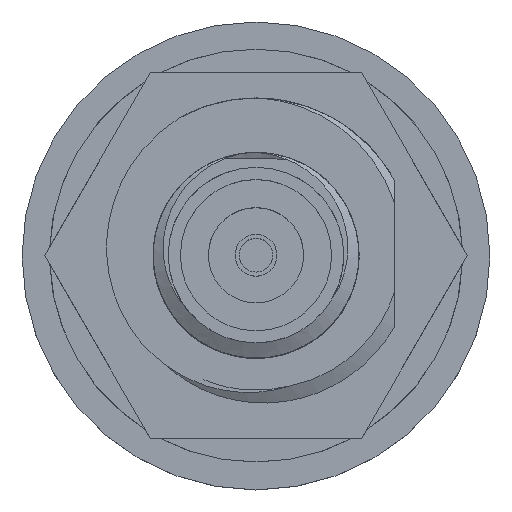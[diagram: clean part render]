
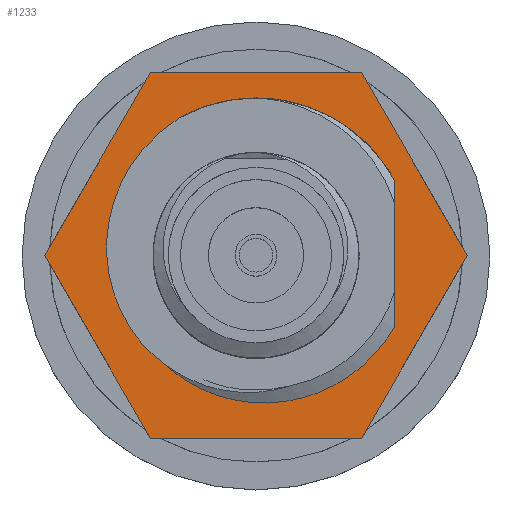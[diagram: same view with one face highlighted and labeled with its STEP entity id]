
A CAD part, top view. The second image highlights one B-rep face of the part: STEP entity #1233.
In plain terms, the highlighted planar face has unit normal (0, 0, 1).
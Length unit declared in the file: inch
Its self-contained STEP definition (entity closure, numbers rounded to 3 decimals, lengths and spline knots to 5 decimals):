
#45=VECTOR('',#1438,1.);
#48=VECTOR('',#1442,1.);
#50=VECTOR('',#1445,1.);
#52=VECTOR('',#1448,1.);
#54=VECTOR('',#1451,1.);
#56=VECTOR('',#1454,1.);
#57=VECTOR('',#1455,1.);
#86=LINE('',#3121,#45);
#89=LINE('',#3127,#48);
#91=LINE('',#3131,#50);
#93=LINE('',#3135,#52);
#95=LINE('',#3139,#54);
#97=LINE('',#3143,#56);
#98=LINE('',#3144,#57);
#153=PLANE('',#1319);
#197=B_SPLINE_CURVE_WITH_KNOTS('',3,(#3147,#3148,#3149,#3150,#3151,#3152,
#3153,#3154,#3155,#3156,#3157,#3158,#3159,#3160,#3161,#3162,#3163,#3164),
 .UNSPECIFIED.,.F.,.U.,(4,2,2,2,2,2,2,2,4),(-1.29209,-1.17565,
-1.05735,-0.88998,-0.71907,-0.54461,
-0.36661,-0.18507,0.),.UNSPECIFIED.);
#198=B_SPLINE_CURVE_WITH_KNOTS('',3,(#3166,#3167,#3168,#3169,#3170,#3171,
#3172,#3173,#3174,#3175,#3176,#3177,#3178,#3179,#3180,#3181,#3182,#3183),
 .UNSPECIFIED.,.F.,.U.,(4,2,2,2,2,2,2,2,4),(-1.28552,-1.15351,
-1.0233,-0.84391,-0.66805,-0.49573,
-0.32695,-0.1617,0.),.UNSPECIFIED.);
#286=VERTEX_POINT('',#3122);
#287=VERTEX_POINT('',#3123);
#288=VERTEX_POINT('',#3128);
#289=VERTEX_POINT('',#3132);
#290=VERTEX_POINT('',#3136);
#291=VERTEX_POINT('',#3140);
#292=VERTEX_POINT('',#3145);
#293=VERTEX_POINT('',#3146);
#294=VERTEX_POINT('',#3165);
#473=EDGE_CURVE('',#286,#287,#86,.T.);
#476=EDGE_CURVE('',#287,#288,#89,.T.);
#478=EDGE_CURVE('',#288,#289,#91,.T.);
#480=EDGE_CURVE('',#289,#290,#93,.T.);
#482=EDGE_CURVE('',#290,#291,#95,.T.);
#484=EDGE_CURVE('',#291,#286,#97,.T.);
#485=EDGE_CURVE('',#292,#293,#98,.T.);
#486=EDGE_CURVE('',#294,#292,#197,.T.);
#487=EDGE_CURVE('',#293,#294,#198,.T.);
#716=ORIENTED_EDGE('',*,*,#485,.F.);
#717=ORIENTED_EDGE('',*,*,#486,.F.);
#718=ORIENTED_EDGE('',*,*,#487,.F.);
#719=ORIENTED_EDGE('',*,*,#473,.F.);
#720=ORIENTED_EDGE('',*,*,#484,.F.);
#721=ORIENTED_EDGE('',*,*,#482,.F.);
#722=ORIENTED_EDGE('',*,*,#480,.F.);
#723=ORIENTED_EDGE('',*,*,#478,.F.);
#724=ORIENTED_EDGE('',*,*,#476,.F.);
#999=EDGE_LOOP('',(#716,#717,#718));
#1000=EDGE_LOOP('',(#719,#720,#721,#722,#723,#724));
#1119=FACE_BOUND('',#999,.T.);
#1120=FACE_BOUND('',#1000,.T.);
#1233=ADVANCED_FACE('',(#1119,#1120),#153,.T.);
#1319=AXIS2_PLACEMENT_3D('',#3054,#1435,$);
#1435=DIRECTION('',(0.,0.,1.));
#1438=DIRECTION('',(1.,0.,0.));
#1442=DIRECTION('',(0.5,-0.866,0.));
#1445=DIRECTION('',(-0.5,-0.866,0.));
#1448=DIRECTION('',(-1.,0.,0.));
#1451=DIRECTION('',(-0.5,0.866,0.));
#1454=DIRECTION('',(0.5,0.866,0.));
#1455=DIRECTION('',(0.,1.,0.));
#3054=CARTESIAN_POINT('',(0.,0.,0.64));
#3121=CARTESIAN_POINT('',(0.12636,0.21887,0.64));
#3122=CARTESIAN_POINT('',(-0.12636,0.21887,0.64));
#3123=CARTESIAN_POINT('',(0.12636,0.21887,0.64));
#3127=CARTESIAN_POINT('',(0.25273,0.,0.64));
#3128=CARTESIAN_POINT('',(0.25273,0.,0.64));
#3131=CARTESIAN_POINT('',(0.12636,-0.21887,0.64));
#3132=CARTESIAN_POINT('',(0.12636,-0.21887,0.64));
#3135=CARTESIAN_POINT('',(-0.12636,-0.21887,0.64));
#3136=CARTESIAN_POINT('',(-0.12636,-0.21887,0.64));
#3139=CARTESIAN_POINT('',(-0.25273,0.,0.64));
#3140=CARTESIAN_POINT('',(-0.25273,0.,0.64));
#3143=CARTESIAN_POINT('',(-0.12636,0.21887,0.64));
#3144=CARTESIAN_POINT('',(0.16561,-0.02487,0.64));
#3145=CARTESIAN_POINT('',(0.16561,-0.08605,0.64));
#3146=CARTESIAN_POINT('',(0.16561,0.08519,0.64));
#3147=CARTESIAN_POINT('',(-0.16141,0.00413,0.64));
#3148=CARTESIAN_POINT('',(-0.16268,-0.01105,0.64));
#3149=CARTESIAN_POINT('',(-0.16179,-0.02634,0.64));
#3150=CARTESIAN_POINT('',(-0.15577,-0.05646,0.64));
#3151=CARTESIAN_POINT('',(-0.1506,-0.07113,0.64));
#3152=CARTESIAN_POINT('',(-0.13339,-0.10433,0.64));
#3153=CARTESIAN_POINT('',(-0.11957,-0.1216,0.64));
#3154=CARTESIAN_POINT('',(-0.08578,-0.15025,0.64));
#3155=CARTESIAN_POINT('',(-0.06602,-0.16121,0.64));
#3156=CARTESIAN_POINT('',(-0.02299,-0.17518,0.64));
#3157=CARTESIAN_POINT('',(-0.00007,-0.17787,0.64));
#3158=CARTESIAN_POINT('',(0.04599,-0.17438,0.64));
#3159=CARTESIAN_POINT('',(0.06868,-0.16805,0.64));
#3160=CARTESIAN_POINT('',(0.11081,-0.1469,0.64));
#3161=CARTESIAN_POINT('',(0.12978,-0.13214,0.64));
#3162=CARTESIAN_POINT('',(0.16135,-0.09587,0.64));
#3163=CARTESIAN_POINT('',(0.17352,-0.07459,0.64));
#3164=CARTESIAN_POINT('',(0.18132,-0.05159,0.64));
#3165=CARTESIAN_POINT('',(-0.16141,0.00413,0.64));
#3166=CARTESIAN_POINT('',(0.1835,0.04322,0.64));
#3167=CARTESIAN_POINT('',(0.17868,0.05991,0.64));
#3168=CARTESIAN_POINT('',(0.17158,0.07586,0.64));
#3169=CARTESIAN_POINT('',(0.15326,0.10511,0.64));
#3170=CARTESIAN_POINT('',(0.1422,0.11831,0.64));
#3171=CARTESIAN_POINT('',(0.11193,0.14557,0.64));
#3172=CARTESIAN_POINT('',(0.0915,0.15782,0.64));
#3173=CARTESIAN_POINT('',(0.04751,0.17357,0.64));
#3174=CARTESIAN_POINT('',(0.02443,0.17708,0.64));
#3175=CARTESIAN_POINT('',(-0.0213,0.17499,0.64));
#3176=CARTESIAN_POINT('',(-0.04352,0.16959,0.64));
#3177=CARTESIAN_POINT('',(-0.08417,0.15069,0.64));
#3178=CARTESIAN_POINT('',(-0.10228,0.13754,0.64));
#3179=CARTESIAN_POINT('',(-0.13207,0.10533,0.64));
#3180=CARTESIAN_POINT('',(-0.14359,0.0867,0.64));
#3181=CARTESIAN_POINT('',(-0.15859,0.04648,0.64));
#3182=CARTESIAN_POINT('',(-0.16209,0.02534,0.64));
#3183=CARTESIAN_POINT('',(-0.16141,0.00413,0.64));
